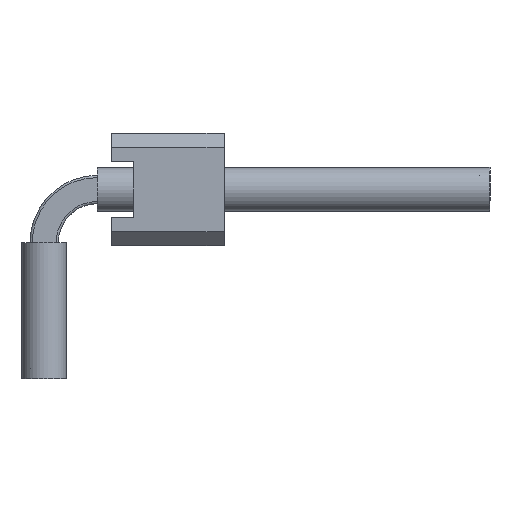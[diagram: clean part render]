
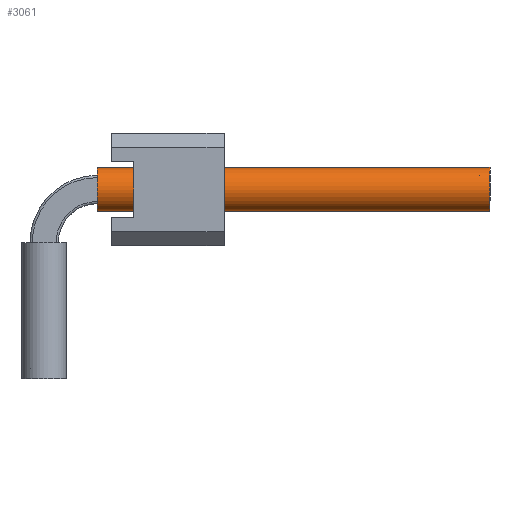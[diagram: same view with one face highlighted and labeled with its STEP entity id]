
A CAD part, left-side view. The second image highlights one B-rep face of the part: STEP entity #3061.
In plain terms, the highlighted cylindrical face has radius 0.5 mm (diameter 1 mm), a full revolution.
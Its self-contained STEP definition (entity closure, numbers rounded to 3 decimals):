
#1718=ORIENTED_EDGE('',*,*,#2152,.F.);
#1719=ORIENTED_EDGE('',*,*,#2153,.T.);
#2152=EDGE_CURVE('',#2440,#2440,#2524,.T.);
#2153=EDGE_CURVE('',#2441,#2441,#2525,.T.);
#2440=VERTEX_POINT('',#5096);
#2441=VERTEX_POINT('',#5098);
#2524=CIRCLE('',#3355,0.5);
#2525=CIRCLE('',#3356,0.5);
#2694=EDGE_LOOP('',(#1718));
#2695=EDGE_LOOP('',(#1719));
#2864=FACE_BOUND('',#2694,.T.);
#2865=FACE_BOUND('',#2695,.T.);
#2909=CYLINDRICAL_SURFACE('',#3354,0.5);
#3061=ADVANCED_FACE('',(#2864,#2865),#2909,.F.);
#3354=AXIS2_PLACEMENT_3D('',#5094,#4201,#4202);
#3355=AXIS2_PLACEMENT_3D('',#5095,#4203,#4204);
#3356=AXIS2_PLACEMENT_3D('',#5097,#4205,#4206);
#4201=DIRECTION('',(1.,0.,0.));
#4202=DIRECTION('',(0.,0.,-1.));
#4203=DIRECTION('',(-1.,0.,0.));
#4204=DIRECTION('',(0.,0.,1.));
#4205=DIRECTION('',(-1.,0.,0.));
#4206=DIRECTION('',(0.,0.,1.));
#5094=CARTESIAN_POINT('',(1.2,0.,4.27));
#5095=CARTESIAN_POINT('',(10.06,0.,4.27));
#5096=CARTESIAN_POINT('',(10.06,0.,4.77));
#5097=CARTESIAN_POINT('',(1.2,0.,4.27));
#5098=CARTESIAN_POINT('',(1.2,0.,4.77));
